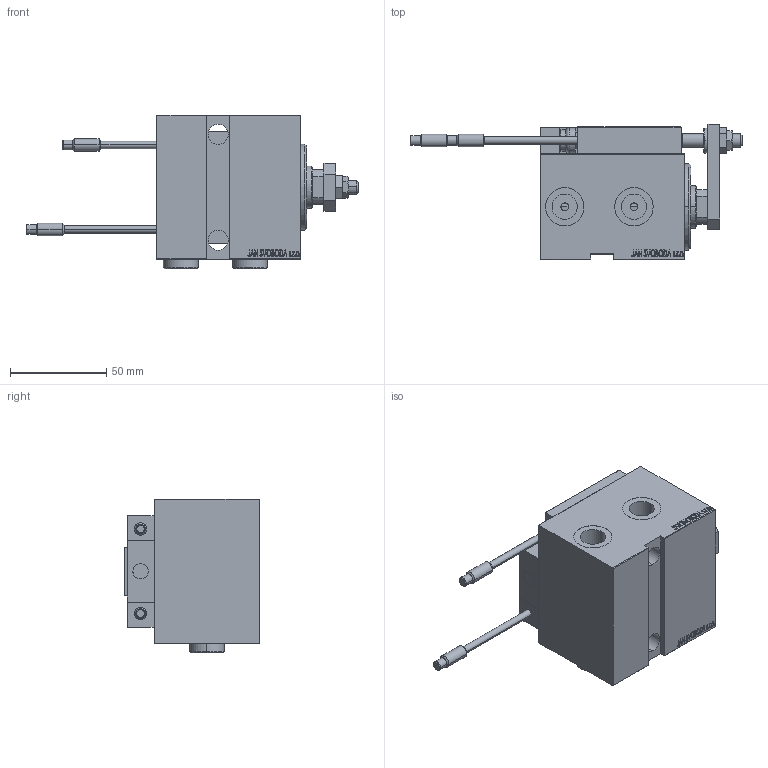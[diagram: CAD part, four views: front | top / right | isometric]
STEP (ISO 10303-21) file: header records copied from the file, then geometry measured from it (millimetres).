
FILE_DESCRIPTION (( 'STEP AP203' ), '1' );
FILE_NAME ('9713.STEP', '2024-02-28T09:49:13', ( '' ), ( '' ), 'SwSTEP 2.0', 'SolidWorks 2019', '' );
FILE_SCHEMA (( 'CONFIG_CONTROL_DESIGN' ));
Length unit declared in the file: millimetre
Products named in the file (17): NUT_D12 fce21af7d034f640f65e2ad6bbad7b38; V450CM_E_VCP fce21af7d034f640f65e2ad6bbad7b38; ALLEN BOLT D8 fce21af7d034f640f65e2ad6bbad7b38; V450CM_VC_B fce21af7d034f640f65e2ad6bbad7b38; MAGNET fce21af7d034f640f65e2ad6bbad7b38; SWITCH X fce21af7d034f640f65e2ad6bbad7b38; Zatka_OIL_PORT fce21af7d034f640f65e2ad6bbad7b38; NUT_D10 fce21af7d034f640f65e2ad6bbad7b38; SWITCH_X_FRONT_BACK fce21af7d034f640f65e2ad6bbad7b38; SWITCH DIM B,W fce21af7d034f640f65e2ad6bbad7b38; TYC_L79 fce21af7d034f640f65e2ad6bbad7b38; V450CM_E_Body fce21af7d034f640f65e2ad6bbad7b38; KONCOVKA_Y fce21af7d034f640f65e2ad6bbad7b38; ALLEN BOLT D5 fce21af7d034f640f65e2ad6bbad7b38; 9713; ZARAZKA fce21af7d034f640f65e2ad6bbad7b38; Block fce21af7d034f640f65e2ad6bbad7b38
Assembly tree (27 placements, depth 3):
  9713
    V450CM_E_Body fce21af7d034f640f65e2ad6bbad7b38
    V450CM_E_VCP fce21af7d034f640f65e2ad6bbad7b38
    V450CM_VC_B fce21af7d034f640f65e2ad6bbad7b38
    SWITCH X fce21af7d034f640f65e2ad6bbad7b38
      SWITCH_X_FRONT_BACK fce21af7d034f640f65e2ad6bbad7b38  x2
      TYC_L79 fce21af7d034f640f65e2ad6bbad7b38
      Block fce21af7d034f640f65e2ad6bbad7b38  x2
      ALLEN BOLT D5 fce21af7d034f640f65e2ad6bbad7b38  x4
      ALLEN BOLT D8 fce21af7d034f640f65e2ad6bbad7b38  x4
      MAGNET fce21af7d034f640f65e2ad6bbad7b38  x2
      KONCOVKA_Y fce21af7d034f640f65e2ad6bbad7b38  x2
    SWITCH DIM B,W fce21af7d034f640f65e2ad6bbad7b38
    ZARAZKA fce21af7d034f640f65e2ad6bbad7b38
    NUT_D10 fce21af7d034f640f65e2ad6bbad7b38
    NUT_D12 fce21af7d034f640f65e2ad6bbad7b38
    Zatka_OIL_PORT fce21af7d034f640f65e2ad6bbad7b38  x2
Bounding box: 172.7 x 70.5 x 79.9 mm (x, y, z)
Volume: 337599.7 mm3; surface area: 82528.2 mm2
Topology: 26 solids, 26 shells, 1358 faces, 3232 edges, 2058 vertices
Faces by surface type: plane 605, bspline 380, cylinder 196, cone 125, torus 48, sphere 4
Entity records: 51182 total; most frequent: CARTESIAN_POINT 25676, ORIENTED_EDGE 5360, DIRECTION 3665, EDGE_CURVE 2680, VERTEX_POINT 1746, VECTOR 1555, LINE 1555, EDGE_LOOP 1238
